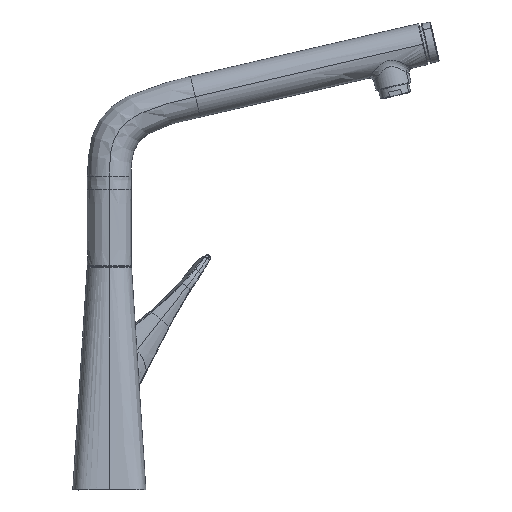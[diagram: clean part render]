
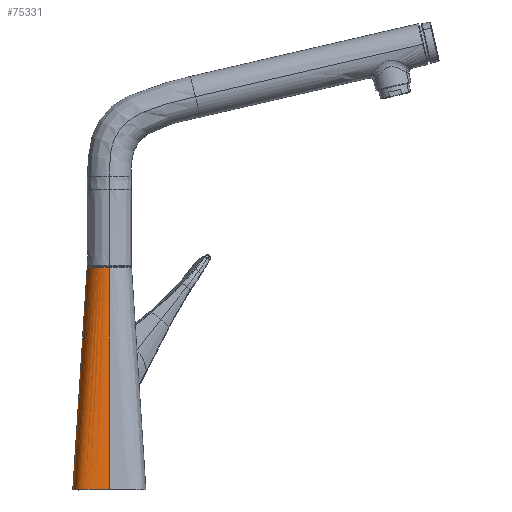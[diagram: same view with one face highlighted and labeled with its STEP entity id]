
A CAD part, front view. The second image highlights one B-rep face of the part: STEP entity #75331.
In plain terms, the highlighted free-form (B-spline) face has degree [5, 5] with [6, 9] control points.
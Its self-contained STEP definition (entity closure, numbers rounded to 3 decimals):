
#66906=CARTESIAN_POINT(' ',(-28.47,0.,0.532));
#66911=DIRECTION(' ',(0.065,0.,0.998));
#66916=VECTOR(' ',#66911,1.);
#66921=LINE('',#66906,#66916);
#66926=CARTESIAN_POINT(' ',(-28.47,0.,0.532));
#66927=VERTEX_POINT(' ',#66926);
#66931=CARTESIAN_POINT(' ',(-17.28,0.,173.032));
#66932=VERTEX_POINT(' ',#66931);
#66936=EDGE_CURVE(' ',#66927,#66932,#66921,.T.);
#72956=CARTESIAN_POINT(' ',(0.,-17.28,173.032));
#72957=VERTEX_POINT(' ',#72956);
#72971=CARTESIAN_POINT(' ',(0.,-17.28,173.032));
#72976=DIRECTION(' ',(0.,-0.065,-0.998));
#72981=VECTOR(' ',#72976,1.);
#72986=LINE('',#72971,#72981);
#72991=CARTESIAN_POINT(' ',(0.,-28.47,0.532));
#72992=VERTEX_POINT(' ',#72991);
#72996=EDGE_CURVE(' ',#72957,#72992,#72986,.T.);
#74836=CARTESIAN_POINT(' ',(0.,-17.279,173.053));
#74841=CARTESIAN_POINT(' ',(0.,-17.279,173.052));
#74846=CARTESIAN_POINT(' ',(0.,-17.279,173.051));
#74851=CARTESIAN_POINT(' ',(0.,-17.279,173.051));
#74856=CARTESIAN_POINT(' ',(0.,-19.517,138.546));
#74861=CARTESIAN_POINT(' ',(0.,-21.756,104.042));
#74866=CARTESIAN_POINT(' ',(0.,-23.994,69.539));
#74871=CARTESIAN_POINT(' ',(0.,-26.232,35.036));
#74876=CARTESIAN_POINT(' ',(0.,-28.47,0.532));
#74881=CARTESIAN_POINT(' ',(-5.516,-17.279,173.053));
#74886=CARTESIAN_POINT(' ',(-5.516,-17.279,173.052));
#74891=CARTESIAN_POINT(' ',(-5.516,-17.279,173.051));
#74896=CARTESIAN_POINT(' ',(-5.516,-17.279,173.051));
#74901=CARTESIAN_POINT(' ',(-7.608,-19.517,138.546));
#74906=CARTESIAN_POINT(' ',(-9.7,-21.756,104.042));
#74911=CARTESIAN_POINT(' ',(-11.792,-23.994,69.539));
#74916=CARTESIAN_POINT(' ',(-13.884,-26.232,35.036));
#74921=CARTESIAN_POINT(' ',(-15.976,-28.47,0.532));
#74926=CARTESIAN_POINT(' ',(-10.906,-15.1,173.053));
#74931=CARTESIAN_POINT(' ',(-10.906,-15.1,173.052));
#74936=CARTESIAN_POINT(' ',(-10.906,-15.1,173.051));
#74941=CARTESIAN_POINT(' ',(-10.906,-15.1,173.051));
#74946=CARTESIAN_POINT(' ',(-13.629,-17.664,138.546));
#74951=CARTESIAN_POINT(' ',(-16.351,-20.227,104.042));
#74956=CARTESIAN_POINT(' ',(-19.073,-22.791,69.539));
#74961=CARTESIAN_POINT(' ',(-21.796,-25.355,35.036));
#74966=CARTESIAN_POINT(' ',(-24.518,-27.918,0.532));
#74971=CARTESIAN_POINT(' ',(-15.1,-10.906,173.053));
#74976=CARTESIAN_POINT(' ',(-15.1,-10.906,173.052));
#74981=CARTESIAN_POINT(' ',(-15.1,-10.906,173.051));
#74986=CARTESIAN_POINT(' ',(-15.1,-10.907,173.051));
#74991=CARTESIAN_POINT(' ',(-17.664,-13.629,138.546));
#74996=CARTESIAN_POINT(' ',(-20.227,-16.351,104.042));
#75001=CARTESIAN_POINT(' ',(-22.791,-19.074,69.539));
#75006=CARTESIAN_POINT(' ',(-25.355,-21.796,35.036));
#75011=CARTESIAN_POINT(' ',(-27.918,-24.518,0.532));
#75016=CARTESIAN_POINT(' ',(-17.279,-5.516,173.053));
#75021=CARTESIAN_POINT(' ',(-17.279,-5.516,173.052));
#75026=CARTESIAN_POINT(' ',(-17.279,-5.516,173.051));
#75031=CARTESIAN_POINT(' ',(-17.279,-5.516,173.051));
#75036=CARTESIAN_POINT(' ',(-19.517,-7.608,138.546));
#75041=CARTESIAN_POINT(' ',(-21.756,-9.7,104.042));
#75046=CARTESIAN_POINT(' ',(-23.994,-11.792,69.539));
#75051=CARTESIAN_POINT(' ',(-26.232,-13.884,35.036));
#75056=CARTESIAN_POINT(' ',(-28.47,-15.977,0.532));
#75061=CARTESIAN_POINT(' ',(-17.279,0.,173.053));
#75066=CARTESIAN_POINT(' ',(-17.279,0.,173.052));
#75071=CARTESIAN_POINT(' ',(-17.279,0.,173.051));
#75076=CARTESIAN_POINT(' ',(-17.279,0.,173.051));
#75081=CARTESIAN_POINT(' ',(-19.517,0.,138.546));
#75086=CARTESIAN_POINT(' ',(-21.756,0.,104.042));
#75091=CARTESIAN_POINT(' ',(-23.994,0.,69.539));
#75096=CARTESIAN_POINT(' ',(-26.232,0.,35.036));
#75101=CARTESIAN_POINT(' ',(-28.47,0.,0.532));
#75106=B_SPLINE_SURFACE_WITH_KNOTS(' ',5,5,((#74836,#74841,#74846,#74851,#74856,#74861,#74866,#74871,#74876),(#74881,#74886,#74891,#74896,#74901,#74906,#74911,#74916,#74921),(#74926,#74931,#74936,#74941,#74946,#74951,#74956,#74961,#74966),(#74971,#74976,#74981,#74986,#74991,#74996,#75001,#75006,#75011),(#75016,#75021,#75026,#75031,#75036,#75041,#75046,#75051,#75056),(#75061,#75066,#75071,#75076,#75081,#75086,#75091,#75096,#75101)),.UNSPECIFIED.,.F.,.F.,.U.,(6,6),(6,3,6),(0.,1.),(0.,0.,1.),.UNSPECIFIED.);
#75111=ORIENTED_EDGE(' ',*,*,#72996,.F.);
#75116=CARTESIAN_POINT(' ',(-17.28,0.,173.032));
#75121=CARTESIAN_POINT(' ',(-17.28,-2.251,173.032));
#75126=CARTESIAN_POINT(' ',(-16.839,-4.504,173.037));
#75131=CARTESIAN_POINT(' ',(-15.128,-8.672,173.045));
#75136=CARTESIAN_POINT(' ',(-13.86,-10.585,173.049));
#75141=CARTESIAN_POINT(' ',(-10.686,-13.783,173.049));
#75146=CARTESIAN_POINT(' ',(-8.782,-15.065,173.046));
#75151=CARTESIAN_POINT(' ',(-4.627,-16.806,173.037));
#75156=CARTESIAN_POINT(' ',(-2.381,-17.263,173.033));
#75161=CARTESIAN_POINT(' ',(-0.085,-17.28,173.032));
#75166=CARTESIAN_POINT(' ',(-0.042,-17.28,173.032));
#75171=CARTESIAN_POINT(' ',(0.,-17.28,173.032));
#75176=B_SPLINE_CURVE_WITH_KNOTS('',3,(#75116,#75121,#75126,#75131,#75136,#75141,#75146,#75151,#75156,#75161,#75166,#75171),.UNSPECIFIED.,.F.,.U.,(4,2,2,2,2,4),(0.,0.249,0.498,0.746,0.995,1.),.UNSPECIFIED.);
#75181=EDGE_CURVE(' ',#66932,#72957,#75176,.T.);
#75186=ORIENTED_EDGE(' ',*,*,#75181,.F.);
#75191=ORIENTED_EDGE(' ',*,*,#66936,.F.);
#75196=CARTESIAN_POINT(' ',(-28.47,0.,0.532));
#75201=CARTESIAN_POINT(' ',(-28.47,-3.949,0.532));
#75206=CARTESIAN_POINT(' ',(-28.43,-6.479,0.533));
#75211=CARTESIAN_POINT(' ',(-28.289,-10.202,0.534));
#75216=CARTESIAN_POINT(' ',(-28.212,-11.546,0.534));
#75221=CARTESIAN_POINT(' ',(-27.974,-14.23,0.536));
#75226=CARTESIAN_POINT(' ',(-27.816,-15.573,0.538));
#75231=CARTESIAN_POINT(' ',(-27.328,-18.105,0.541));
#75236=CARTESIAN_POINT(' ',(-27.041,-19.27,0.542));
#75241=CARTESIAN_POINT(' ',(-26.312,-21.159,0.545));
#75246=CARTESIAN_POINT(' ',(-25.959,-21.887,0.547));
#75251=CARTESIAN_POINT(' ',(-25.096,-23.271,0.548));
#75256=CARTESIAN_POINT(' ',(-24.558,-23.918,0.549));
#75261=CARTESIAN_POINT(' ',(-23.226,-25.147,0.548));
#75266=CARTESIAN_POINT(' ',(-22.402,-25.689,0.547));
#75271=CARTESIAN_POINT(' ',(-19.602,-27.055,0.543));
#75276=CARTESIAN_POINT(' ',(-17.344,-27.559,0.539));
#75281=CARTESIAN_POINT(' ',(-10.708,-28.418,0.533));
#75286=CARTESIAN_POINT(' ',(-5.216,-28.47,0.532));
#75291=CARTESIAN_POINT(' ',(-0.061,-28.47,0.532));
#75296=CARTESIAN_POINT(' ',(-0.031,-28.47,0.532));
#75301=CARTESIAN_POINT(' ',(0.,-28.47,0.532));
#75306=B_SPLINE_CURVE_WITH_KNOTS('',3,(#75196,#75201,#75206,#75211,#75216,#75221,#75226,#75231,#75236,#75241,#75246,#75251,#75256,#75261,#75266,#75271,#75276,#75281,#75286,#75291,#75296,#75301),.UNSPECIFIED.,.F.,.U.,(4,2,2,2,2,2,2,2,2,2,4),(0.,0.144,0.244,0.344,0.424,0.473,0.532,0.603,0.75,0.999,1.),.UNSPECIFIED.);
#75311=EDGE_CURVE(' ',#66927,#72992,#75306,.T.);
#75316=ORIENTED_EDGE(' ',*,*,#75311,.T.);
#75321=EDGE_LOOP(' ',(#75111,#75186,#75191,#75316));
#75326=FACE_OUTER_BOUND(' ',#75321,.T.);
#75331=ADVANCED_FACE('',(#75326),#75106,.T.);
